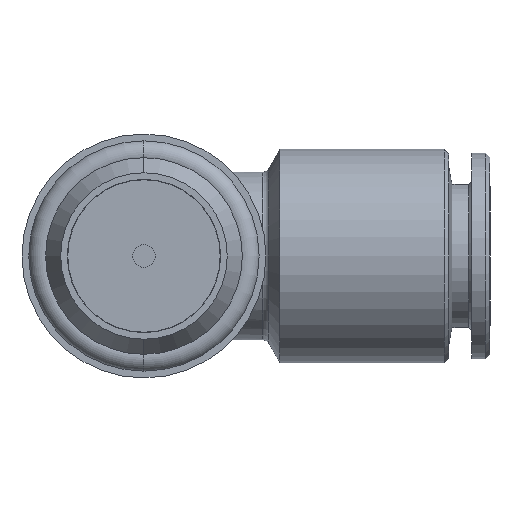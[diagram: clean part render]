
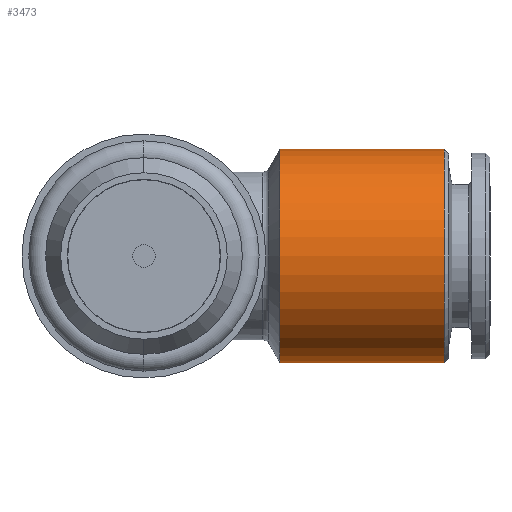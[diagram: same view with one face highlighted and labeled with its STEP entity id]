
A CAD part, front view. The second image highlights one B-rep face of the part: STEP entity #3473.
In plain terms, the highlighted cylindrical face has radius 7 mm (diameter 14 mm), a partial arc.
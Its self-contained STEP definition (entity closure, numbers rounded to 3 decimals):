
#369 = CARTESIAN_POINT ( 'NONE',  ( 8.923, 22.5, -7. ) ) ;
#370 = DIRECTION ( 'NONE',  ( -1., 0., 0. ) ) ;
#371 = VECTOR ( 'NONE', #370, 1000. ) ;
#372 = CARTESIAN_POINT ( 'NONE',  ( 0., 22.5, -7. ) ) ;
#373 = LINE ( 'NONE', #372, #371 ) ;
#430 = DIRECTION ( 'NONE',  ( -1., 0., 0. ) ) ;
#431 = VECTOR ( 'NONE', #430, 1000. ) ;
#432 = CARTESIAN_POINT ( 'NONE',  ( 0., 22.5, 7. ) ) ;
#433 = LINE ( 'NONE', #432, #431 ) ;
#447 = CARTESIAN_POINT ( 'NONE',  ( 8.923, 22.5, 7. ) ) ;
#479 = CARTESIAN_POINT ( 'NONE',  ( 19.7, 22.5, 7. ) ) ;
#557 = CARTESIAN_POINT ( 'NONE',  ( 19.7, 22.5, -7. ) ) ;
#981 = DIRECTION ( 'NONE',  ( 0., 0., -1. ) ) ;
#982 = DIRECTION ( 'NONE',  ( 1., 0., 0. ) ) ;
#983 = CARTESIAN_POINT ( 'NONE',  ( 8.923, 22.5, 0. ) ) ;
#984 = AXIS2_PLACEMENT_3D ( 'NONE', #983, #982, #981 ) ;
#985 = CIRCLE ( 'NONE', #984, 7. ) ;
#1001 = DIRECTION ( 'NONE',  ( 0., 0., 1. ) ) ;
#1002 = DIRECTION ( 'NONE',  ( -1., 0., 0. ) ) ;
#1003 = CARTESIAN_POINT ( 'NONE',  ( 19.7, 22.5, 0. ) ) ;
#1004 = AXIS2_PLACEMENT_3D ( 'NONE', #1003, #1002, #1001 ) ;
#1005 = CIRCLE ( 'NONE', #1004, 7. ) ;
#1070 = DIRECTION ( 'NONE',  ( 0., 0., 1. ) ) ;
#1071 = DIRECTION ( 'NONE',  ( -1., 0., 0. ) ) ;
#1072 = AXIS2_PLACEMENT_3D ( 'NONE', #1073, #1071, #1070 ) ;
#1073 = CARTESIAN_POINT ( 'NONE',  ( 0., 22.5, 0. ) ) ;
#1074 = CYLINDRICAL_SURFACE ( 'NONE', #1072, 7. ) ;
#1078 = FACE_OUTER_BOUND ( 'NONE', #3474, .T. ) ;
#3056 = EDGE_CURVE ( 'NONE', #3131, #3057, #373, .T. ) ;
#3057 = VERTEX_POINT ( 'NONE', #369 ) ;
#3060 = VERTEX_POINT ( 'NONE', #447 ) ;
#3067 = EDGE_CURVE ( 'NONE', #3109, #3060, #433, .T. ) ;
#3109 = VERTEX_POINT ( 'NONE', #479 ) ;
#3131 = VERTEX_POINT ( 'NONE', #557 ) ;
#3473 = ADVANCED_FACE ( 'NONE', ( #1078 ), #1074, .T. ) ;
#3474 = EDGE_LOOP ( 'NONE', ( #3475, #3476, #3695, #3696 ) ) ;
#3475 = ORIENTED_EDGE ( 'NONE', *, *, #3056, .F. ) ;
#3476 = ORIENTED_EDGE ( 'NONE', *, *, #3477, .T. ) ;
#3477 = EDGE_CURVE ( 'NONE', #3131, #3109, #1005, .T. ) ;
#3567 = EDGE_CURVE ( 'NONE', #3060, #3057, #985, .T. ) ;
#3695 = ORIENTED_EDGE ( 'NONE', *, *, #3067, .T. ) ;
#3696 = ORIENTED_EDGE ( 'NONE', *, *, #3567, .T. ) ;
